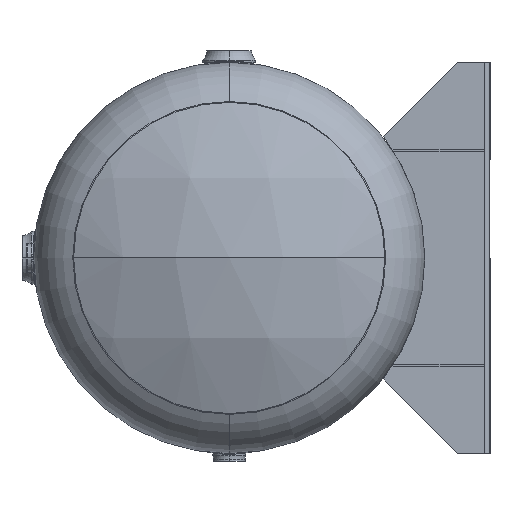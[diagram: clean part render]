
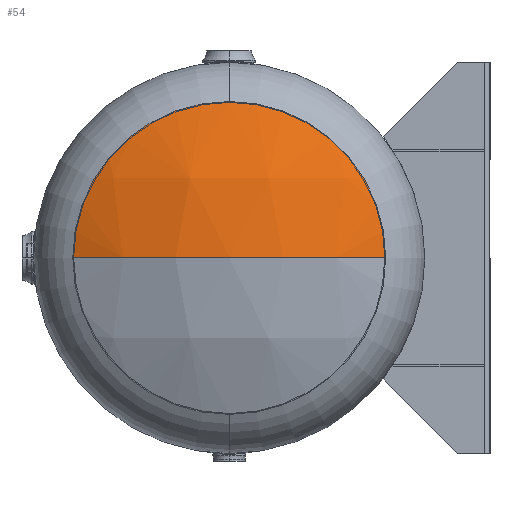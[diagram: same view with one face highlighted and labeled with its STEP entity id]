
A CAD part, left-side view. The second image highlights one B-rep face of the part: STEP entity #54.
In plain terms, the highlighted spherical face has radius 822.96 mm.
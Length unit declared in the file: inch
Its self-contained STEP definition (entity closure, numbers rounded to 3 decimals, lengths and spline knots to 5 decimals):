
#54 = ADVANCED_FACE ( 'NONE', ( #15506 ), #6716, .T. ) ;
#762 = DIRECTION ( 'NONE',  ( 1., 0., 0. ) ) ;
#847 = CARTESIAN_POINT ( 'NONE',  ( 0., -20.56775, 0. ) ) ;
#1739 = VERTEX_POINT ( 'NONE', #10578 ) ;
#1913 = CIRCLE ( 'NONE', #5332, 14.4 ) ;
#2014 = CIRCLE ( 'NONE', #15664, 14.4 ) ;
#2135 = ORIENTED_EDGE ( 'NONE', *, *, #7500, .F. ) ;
#2399 = AXIS2_PLACEMENT_3D ( 'NONE', #847, #10735, #15799 ) ;
#2472 = CARTESIAN_POINT ( 'NONE',  ( 0., 8.45638, 14.4 ) ) ;
#3145 = DIRECTION ( 'NONE',  ( 0., 0., -1. ) ) ;
#4108 = CARTESIAN_POINT ( 'NONE',  ( 14.4, 8.45638, 0. ) ) ;
#4297 = DIRECTION ( 'NONE',  ( 0., -1., 0. ) ) ;
#4380 = CARTESIAN_POINT ( 'NONE',  ( 0., -20.56775, 0. ) ) ;
#5332 = AXIS2_PLACEMENT_3D ( 'NONE', #8906, #8821, #14065 ) ;
#5879 = EDGE_CURVE ( 'NONE', #12294, #6091, #2014, .T. ) ;
#6091 = VERTEX_POINT ( 'NONE', #2472 ) ;
#6672 = ORIENTED_EDGE ( 'NONE', *, *, #12841, .T. ) ;
#6716 = SPHERICAL_SURFACE ( 'NONE', #11934, 32.4 ) ;
#6965 = DIRECTION ( 'NONE',  ( 0., 0., 1. ) ) ;
#7068 = VERTEX_POINT ( 'NONE', #13191 ) ;
#7500 = EDGE_CURVE ( 'NONE', #6091, #7068, #1913, .T. ) ;
#8327 = ORIENTED_EDGE ( 'NONE', *, *, #5879, .F. ) ;
#8709 = EDGE_CURVE ( 'NONE', #1739, #12294, #12912, .T. ) ;
#8750 = EDGE_LOOP ( 'NONE', ( #10164, #6672, #2135, #8327 ) ) ;
#8821 = DIRECTION ( 'NONE',  ( 0., -1., 0. ) ) ;
#8906 = CARTESIAN_POINT ( 'NONE',  ( 0., 8.45638, 0. ) ) ;
#10164 = ORIENTED_EDGE ( 'NONE', *, *, #8709, .F. ) ;
#10578 = CARTESIAN_POINT ( 'NONE',  ( 0., 11.83225, 0. ) ) ;
#10735 = DIRECTION ( 'NONE',  ( 0., 0., -1. ) ) ;
#11934 = AXIS2_PLACEMENT_3D ( 'NONE', #13217, #6965, #15905 ) ;
#12294 = VERTEX_POINT ( 'NONE', #4108 ) ;
#12707 = CARTESIAN_POINT ( 'NONE',  ( 0., 8.45638, 0. ) ) ;
#12841 = EDGE_CURVE ( 'NONE', #1739, #7068, #13356, .T. ) ;
#12912 = CIRCLE ( 'NONE', #2399, 32.4 ) ;
#13187 = DIRECTION ( 'NONE',  ( 0., 0., 1. ) ) ;
#13191 = CARTESIAN_POINT ( 'NONE',  ( -14.4, 8.45638, 0. ) ) ;
#13217 = CARTESIAN_POINT ( 'NONE',  ( 0., -20.56775, 0. ) ) ;
#13356 = CIRCLE ( 'NONE', #13619, 32.4 ) ;
#13619 = AXIS2_PLACEMENT_3D ( 'NONE', #4380, #13187, #762 ) ;
#14065 = DIRECTION ( 'NONE',  ( 0., 0., -1. ) ) ;
#15506 = FACE_OUTER_BOUND ( 'NONE', #8750, .T. ) ;
#15664 = AXIS2_PLACEMENT_3D ( 'NONE', #12707, #4297, #3145 ) ;
#15799 = DIRECTION ( 'NONE',  ( -1., 0., 0. ) ) ;
#15905 = DIRECTION ( 'NONE',  ( 1., 0., 0. ) ) ;
